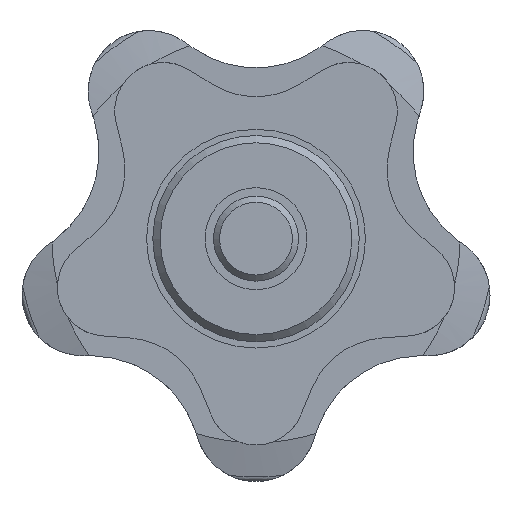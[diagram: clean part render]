
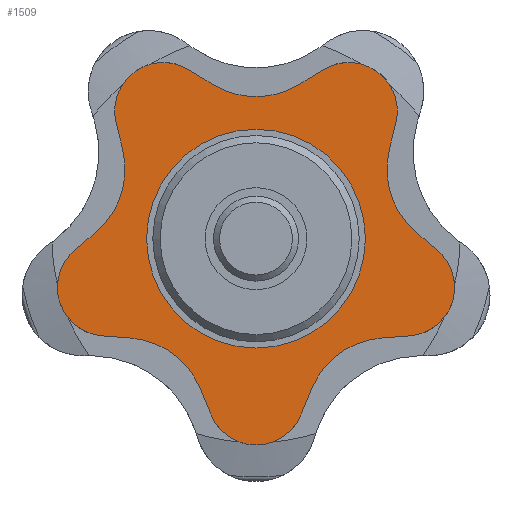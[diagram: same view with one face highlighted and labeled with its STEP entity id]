
A CAD part, left-side view. The second image highlights one B-rep face of the part: STEP entity #1509.
In plain terms, the highlighted planar face has unit normal (-1, 0, 0).
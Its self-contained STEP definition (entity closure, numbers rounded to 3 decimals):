
#38=PLANE('',#1679);
#95=LINE('',#3024,#175);
#98=LINE('',#3032,#178);
#101=LINE('',#3040,#181);
#105=LINE('',#3052,#185);
#109=LINE('',#3064,#189);
#113=LINE('',#3075,#193);
#116=LINE('',#3083,#196);
#119=LINE('',#3091,#199);
#121=LINE('',#3097,#201);
#124=LINE('',#3105,#204);
#175=VECTOR('',#1994,2.364);
#178=VECTOR('',#2003,2.364);
#181=VECTOR('',#2012,2.364);
#185=VECTOR('',#2024,2.364);
#189=VECTOR('',#2036,2.364);
#193=VECTOR('',#2048,2.364);
#196=VECTOR('',#2057,2.364);
#199=VECTOR('',#2066,2.364);
#201=VECTOR('',#2074,2.364);
#204=VECTOR('',#2083,2.364);
#295=FACE_BOUND('',#471,.T.);
#377=FACE_OUTER_BOUND('',#470,.T.);
#470=EDGE_LOOP('',(#1355,#1356,#1357,#1358,#1359,#1360,#1361,#1362,#1363,
#1364,#1365,#1366,#1367,#1368,#1369,#1370,#1371,#1372,#1373,#1374));
#471=EDGE_LOOP('',(#1375));
#499=CIRCLE('',#1543,9.01);
#553=CIRCLE('',#1648,4.);
#554=CIRCLE('',#1651,6.75);
#555=CIRCLE('',#1654,4.);
#558=CIRCLE('',#1659,6.75);
#560=CIRCLE('',#1663,4.);
#561=CIRCLE('',#1666,6.75);
#562=CIRCLE('',#1669,4.);
#563=CIRCLE('',#1672,6.75);
#564=CIRCLE('',#1675,6.75);
#565=CIRCLE('',#1678,4.);
#609=VERTEX_POINT('',#2341);
#697=VERTEX_POINT('',#3021);
#698=VERTEX_POINT('',#3023);
#699=VERTEX_POINT('',#3027);
#700=VERTEX_POINT('',#3031);
#701=VERTEX_POINT('',#3035);
#702=VERTEX_POINT('',#3039);
#703=VERTEX_POINT('',#3043);
#706=VERTEX_POINT('',#3051);
#708=VERTEX_POINT('',#3057);
#710=VERTEX_POINT('',#3063);
#711=VERTEX_POINT('',#3068);
#712=VERTEX_POINT('',#3072);
#713=VERTEX_POINT('',#3074);
#714=VERTEX_POINT('',#3078);
#715=VERTEX_POINT('',#3082);
#716=VERTEX_POINT('',#3086);
#717=VERTEX_POINT('',#3090);
#718=VERTEX_POINT('',#3096);
#719=VERTEX_POINT('',#3100);
#720=VERTEX_POINT('',#3104);
#764=EDGE_CURVE('',#609,#609,#499,.T.);
#902=EDGE_CURVE('',#697,#698,#95,.T.);
#904=EDGE_CURVE('',#698,#699,#553,.T.);
#906=EDGE_CURVE('',#699,#700,#98,.T.);
#908=EDGE_CURVE('',#700,#701,#554,.T.);
#910=EDGE_CURVE('',#701,#702,#101,.T.);
#912=EDGE_CURVE('',#702,#703,#555,.T.);
#916=EDGE_CURVE('',#703,#706,#105,.T.);
#919=EDGE_CURVE('',#706,#708,#558,.T.);
#922=EDGE_CURVE('',#708,#710,#109,.T.);
#925=EDGE_CURVE('',#710,#711,#560,.T.);
#928=EDGE_CURVE('',#712,#713,#113,.T.);
#930=EDGE_CURVE('',#713,#714,#561,.T.);
#932=EDGE_CURVE('',#714,#715,#116,.T.);
#934=EDGE_CURVE('',#715,#716,#562,.T.);
#936=EDGE_CURVE('',#716,#717,#119,.T.);
#938=EDGE_CURVE('',#717,#697,#563,.T.);
#939=EDGE_CURVE('',#711,#718,#121,.T.);
#941=EDGE_CURVE('',#718,#719,#564,.T.);
#943=EDGE_CURVE('',#719,#720,#124,.T.);
#945=EDGE_CURVE('',#720,#712,#565,.T.);
#1355=ORIENTED_EDGE('',*,*,#945,.F.);
#1356=ORIENTED_EDGE('',*,*,#943,.F.);
#1357=ORIENTED_EDGE('',*,*,#941,.F.);
#1358=ORIENTED_EDGE('',*,*,#939,.F.);
#1359=ORIENTED_EDGE('',*,*,#925,.F.);
#1360=ORIENTED_EDGE('',*,*,#922,.F.);
#1361=ORIENTED_EDGE('',*,*,#919,.F.);
#1362=ORIENTED_EDGE('',*,*,#916,.F.);
#1363=ORIENTED_EDGE('',*,*,#912,.F.);
#1364=ORIENTED_EDGE('',*,*,#910,.F.);
#1365=ORIENTED_EDGE('',*,*,#908,.F.);
#1366=ORIENTED_EDGE('',*,*,#906,.F.);
#1367=ORIENTED_EDGE('',*,*,#904,.F.);
#1368=ORIENTED_EDGE('',*,*,#902,.F.);
#1369=ORIENTED_EDGE('',*,*,#938,.F.);
#1370=ORIENTED_EDGE('',*,*,#936,.F.);
#1371=ORIENTED_EDGE('',*,*,#934,.F.);
#1372=ORIENTED_EDGE('',*,*,#932,.F.);
#1373=ORIENTED_EDGE('',*,*,#930,.F.);
#1374=ORIENTED_EDGE('',*,*,#928,.F.);
#1375=ORIENTED_EDGE('',*,*,#764,.T.);
#1509=ADVANCED_FACE('',(#377,#295),#38,.F.);
#1543=AXIS2_PLACEMENT_3D('',#2342,#1737,#1738);
#1648=AXIS2_PLACEMENT_3D('',#3028,#1998,#1999);
#1651=AXIS2_PLACEMENT_3D('',#3036,#2007,#2008);
#1654=AXIS2_PLACEMENT_3D('',#3044,#2016,#2017);
#1659=AXIS2_PLACEMENT_3D('',#3058,#2030,#2031);
#1663=AXIS2_PLACEMENT_3D('',#3069,#2042,#2043);
#1666=AXIS2_PLACEMENT_3D('',#3079,#2052,#2053);
#1669=AXIS2_PLACEMENT_3D('',#3087,#2061,#2062);
#1672=AXIS2_PLACEMENT_3D('',#3094,#2070,#2071);
#1675=AXIS2_PLACEMENT_3D('',#3101,#2078,#2079);
#1678=AXIS2_PLACEMENT_3D('',#3108,#2087,#2088);
#1679=AXIS2_PLACEMENT_3D('',#3109,#2089,#2090);
#1737=DIRECTION('center_axis',(1.,0.,0.));
#1738=DIRECTION('ref_axis',(0.,0.,-1.));
#1994=DIRECTION('',(0.,0.382,-0.924));
#1998=DIRECTION('center_axis',(1.,0.,0.));
#1999=DIRECTION('ref_axis',(0.,-0.924,-0.382));
#2003=DIRECTION('',(0.,0.382,0.924));
#2007=DIRECTION('center_axis',(-1.,0.,0.));
#2008=DIRECTION('ref_axis',(0.,-0.924,0.382));
#2012=DIRECTION('',(0.,0.997,0.077));
#2016=DIRECTION('center_axis',(1.,0.,0.));
#2017=DIRECTION('ref_axis',(0.,0.077,-0.997));
#2024=DIRECTION('',(0.,-0.761,0.649));
#2030=DIRECTION('center_axis',(-1.,0.,0.));
#2031=DIRECTION('ref_axis',(0.,-0.649,-0.761));
#2036=DIRECTION('',(0.,0.235,0.972));
#2042=DIRECTION('center_axis',(1.,0.,0.));
#2043=DIRECTION('ref_axis',(0.,0.972,-0.235));
#2048=DIRECTION('',(0.,0.235,-0.972));
#2052=DIRECTION('center_axis',(-1.,0.,0.));
#2053=DIRECTION('ref_axis',(0.,0.972,0.235));
#2057=DIRECTION('',(0.,-0.761,-0.649));
#2061=DIRECTION('center_axis',(1.,0.,0.));
#2062=DIRECTION('ref_axis',(0.,-0.649,0.761));
#2066=DIRECTION('',(0.,0.997,-0.077));
#2070=DIRECTION('center_axis',(-1.,0.,0.));
#2071=DIRECTION('ref_axis',(0.,0.077,0.997));
#2074=DIRECTION('',(0.,-0.852,-0.523));
#2078=DIRECTION('center_axis',(-1.,0.,0.));
#2079=DIRECTION('ref_axis',(0.,0.523,-0.852));
#2083=DIRECTION('',(0.,-0.852,0.523));
#2087=DIRECTION('center_axis',(1.,0.,0.));
#2088=DIRECTION('ref_axis',(0.,0.523,0.852));
#2089=DIRECTION('center_axis',(1.,0.,0.));
#2090=DIRECTION('ref_axis',(0.,0.,-1.));
#2341=CARTESIAN_POINT('',(18.9,0.,9.01));
#2342=CARTESIAN_POINT('Origin',(18.9,0.,0.));
#3021=CARTESIAN_POINT('',(18.9,-4.599,-12.342));
#3023=CARTESIAN_POINT('',(18.9,-3.697,-14.526));
#3024=CARTESIAN_POINT('',(18.9,-4.599,-12.342));
#3027=CARTESIAN_POINT('',(18.9,3.697,-14.526));
#3028=CARTESIAN_POINT('Origin',(18.9,0.,-13.));
#3031=CARTESIAN_POINT('',(18.9,4.599,-12.342));
#3032=CARTESIAN_POINT('',(18.9,3.697,-14.526));
#3035=CARTESIAN_POINT('',(18.9,10.317,-8.188));
#3036=CARTESIAN_POINT('Origin',(18.9,10.838,-14.918));
#3039=CARTESIAN_POINT('',(18.9,12.673,-8.005));
#3040=CARTESIAN_POINT('',(18.9,10.317,-8.188));
#3043=CARTESIAN_POINT('',(18.9,14.958,-0.973));
#3044=CARTESIAN_POINT('Origin',(18.9,12.364,-4.017));
#3051=CARTESIAN_POINT('',(18.9,13.159,0.56));
#3052=CARTESIAN_POINT('',(18.9,14.958,-0.973));
#3057=CARTESIAN_POINT('',(18.9,10.975,7.281));
#3058=CARTESIAN_POINT('Origin',(18.9,17.537,5.698));
#3063=CARTESIAN_POINT('',(18.9,11.53,9.579));
#3064=CARTESIAN_POINT('',(18.9,10.975,7.281));
#3068=CARTESIAN_POINT('',(18.9,5.547,13.925));
#3069=CARTESIAN_POINT('Origin',(18.9,7.641,10.517));
#3072=CARTESIAN_POINT('',(18.9,-11.53,9.579));
#3074=CARTESIAN_POINT('',(18.9,-10.975,7.281));
#3075=CARTESIAN_POINT('',(18.9,-11.53,9.579));
#3078=CARTESIAN_POINT('',(18.9,-13.159,0.56));
#3079=CARTESIAN_POINT('Origin',(18.9,-17.537,5.698));
#3082=CARTESIAN_POINT('',(18.9,-14.958,-0.973));
#3083=CARTESIAN_POINT('',(18.9,-13.159,0.56));
#3086=CARTESIAN_POINT('',(18.9,-12.673,-8.005));
#3087=CARTESIAN_POINT('Origin',(18.9,-12.364,-4.017));
#3090=CARTESIAN_POINT('',(18.9,-10.317,-8.188));
#3091=CARTESIAN_POINT('',(18.9,-12.673,-8.005));
#3094=CARTESIAN_POINT('Origin',(18.9,-10.838,-14.918));
#3096=CARTESIAN_POINT('',(18.9,3.533,12.688));
#3097=CARTESIAN_POINT('',(18.9,5.547,13.925));
#3100=CARTESIAN_POINT('',(18.9,-3.533,12.688));
#3101=CARTESIAN_POINT('Origin',(18.9,0.,18.439));
#3104=CARTESIAN_POINT('',(18.9,-5.547,13.925));
#3105=CARTESIAN_POINT('',(18.9,-3.533,12.688));
#3108=CARTESIAN_POINT('Origin',(18.9,-7.641,10.517));
#3109=CARTESIAN_POINT('Origin',(18.9,0.,0.));
